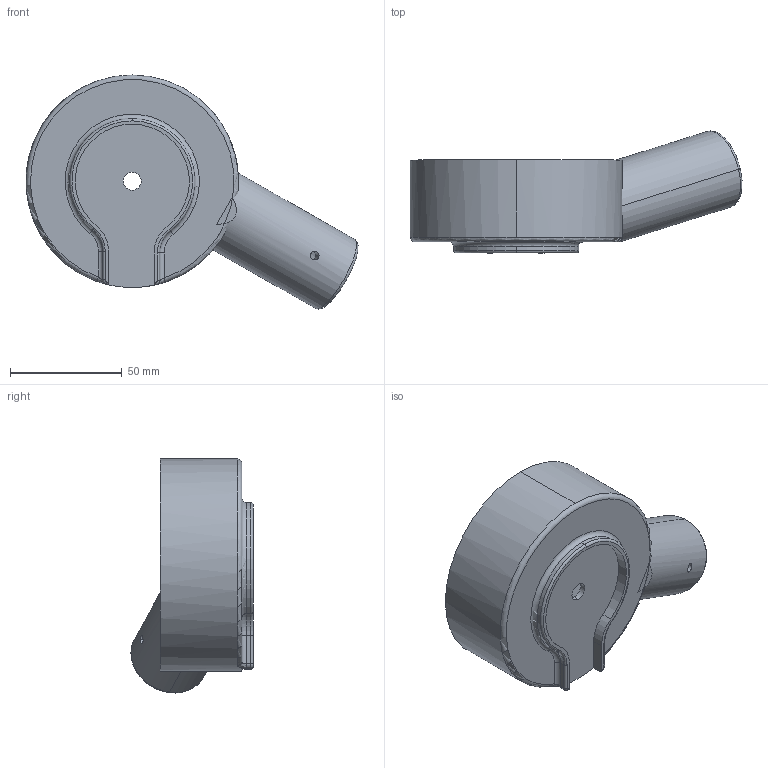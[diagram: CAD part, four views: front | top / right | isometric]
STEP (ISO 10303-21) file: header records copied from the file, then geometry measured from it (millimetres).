
FILE_DESCRIPTION (( 'STEP AP203' ), '1' );
FILE_NAME ('M_M_L.STEP', '2025-12-04T09:18:30', ( '' ), ( '' ), 'SwSTEP 2.0', 'SolidWorks 2022', '' );
FILE_SCHEMA (( 'CONFIG_CONTROL_DESIGN' ));
Length unit declared in the file: millimetre
Products named in the file (1): M_M_L
Bounding box: 148.42 x 54.6 x 104.63 mm (x, y, z)
Volume: 142145.6 mm3; surface area: 49069.9 mm2
Topology: 3 solids, 3 shells, 78 faces, 175 edges, 109 vertices
Faces by surface type: cylinder 39, plane 19, torus 18, bspline 2
Entity records: 2692 total; most frequent: CARTESIAN_POINT 817, DIRECTION 415, ORIENTED_EDGE 350, AXIS2_PLACEMENT_3D 181, EDGE_CURVE 175, VERTEX_POINT 109, CIRCLE 104, EDGE_LOOP 90
